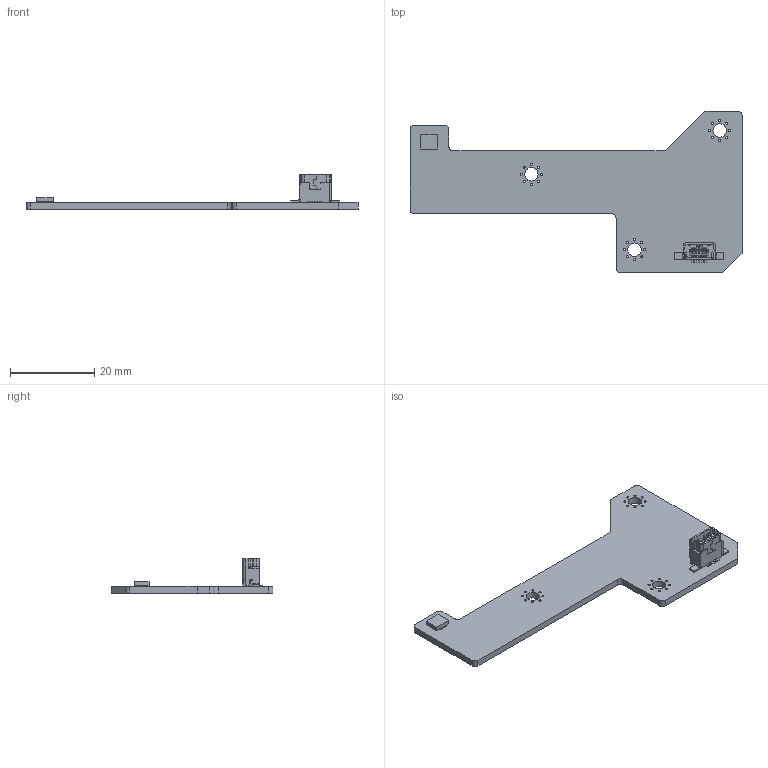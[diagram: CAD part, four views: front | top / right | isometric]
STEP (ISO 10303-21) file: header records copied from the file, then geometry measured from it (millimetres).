
FILE_DESCRIPTION(('KiCad electronic assembly'),'2;1');
FILE_NAME('cam_3.step','2021-10-19T17:01:58',('An Author'),('A Company') ,'Open CASCADE STEP processor 6.9','KiCad to STEP converter','Unknown' );
FILE_SCHEMA(('AUTOMOTIVE_DESIGN { 1 0 10303 214 1 1 1 1 }'));
Length unit declared in the file: millimetre
Products named in the file (6): Open CASCADE STEP translator 6.9 1; musb-b5-s-vt-tsmt-tr-model; SOLID; 59453-051110ECHLF; COMPOUND
Assembly tree (5 placements, depth 3):
  Open CASCADE STEP translator 6.9 1
    musb-b5-s-vt-tsmt-tr-model
      SOLID
    59453-051110ECHLF
      COMPOUND
    COMPOUND
Bounding box: 78.8 x 38.4 x 8.15 mm (x, y, z)
Volume: 2897.9 mm3; surface area: 4544.2 mm2
Topology: 10 solids, 10 shells, 644 faces, 1927 edges, 1262 vertices
Faces by surface type: plane 439, cylinder 201, cone 4
Full cylindrical faces by diameter (mm): 0.5 x24, 1 x2, 3.2 x3
Entity records: 48585 total; most frequent: CARTESIAN_POINT 10067, DIRECTION 7188, LINE 4893, VECTOR 4893, ORIENTED_EDGE 3854, PCURVE 3854, DEFINITIONAL_REPRESENTATION 3854, EDGE_CURVE 1927
